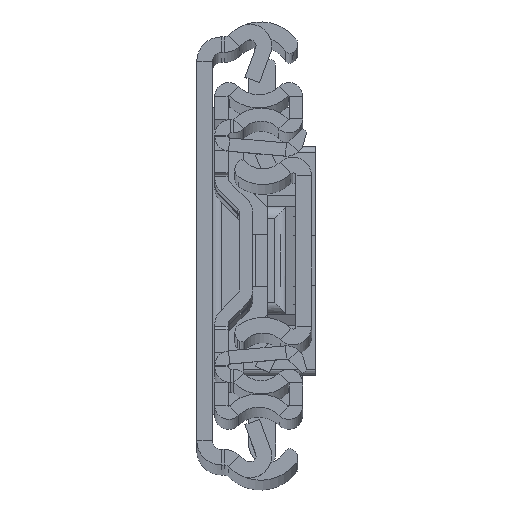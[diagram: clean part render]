
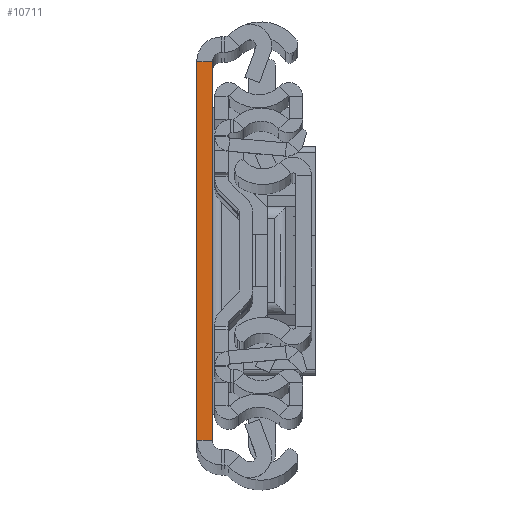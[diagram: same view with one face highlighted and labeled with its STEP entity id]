
A CAD part, top view. The second image highlights one B-rep face of the part: STEP entity #10711.
In plain terms, the highlighted planar face has unit normal (0, 0, 1).
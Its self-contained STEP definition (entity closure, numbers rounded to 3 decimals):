
#784 = VERTEX_POINT ( 'NONE', #13035 ) ;
#1134 = LINE ( 'NONE', #2775, #13768 ) ;
#1224 = CARTESIAN_POINT ( 'NONE',  ( 2.6, 31.5, 0. ) ) ;
#2374 = DIRECTION ( 'NONE',  ( 0., 1., 0. ) ) ;
#2465 = CARTESIAN_POINT ( 'NONE',  ( 2.6, -31.5, 0. ) ) ;
#2775 = CARTESIAN_POINT ( 'NONE',  ( 0., -31.5, 0. ) ) ;
#4496 = VERTEX_POINT ( 'NONE', #8308 ) ;
#6156 = EDGE_CURVE ( 'NONE', #4496, #13980, #15950, .T. ) ;
#6684 = PLANE ( 'NONE',  #7608 ) ;
#7146 = CARTESIAN_POINT ( 'NONE',  ( 2.6, -31.5, 0. ) ) ;
#7341 = CARTESIAN_POINT ( 'NONE',  ( 2.6, 31.5, 0. ) ) ;
#7608 = AXIS2_PLACEMENT_3D ( 'NONE', #2465, #17728, #2374 ) ;
#7639 = EDGE_CURVE ( 'NONE', #784, #4496, #1134, .T. ) ;
#8040 = FACE_OUTER_BOUND ( 'NONE', #12463, .T. ) ;
#8308 = CARTESIAN_POINT ( 'NONE',  ( 0., 31.5, 0. ) ) ;
#8701 = ORIENTED_EDGE ( 'NONE', *, *, #10515, .T. ) ;
#9071 = VECTOR ( 'NONE', #9960, 1000. ) ;
#9747 = ORIENTED_EDGE ( 'NONE', *, *, #13846, .T. ) ;
#9960 = DIRECTION ( 'NONE',  ( 0., 1., 0. ) ) ;
#10453 = CARTESIAN_POINT ( 'NONE',  ( 2.6, -31.5, 0. ) ) ;
#10515 = EDGE_CURVE ( 'NONE', #13357, #13980, #13863, .T. ) ;
#10563 = CARTESIAN_POINT ( 'NONE',  ( 2.6, -31.5, 0. ) ) ;
#10711 = ADVANCED_FACE ( 'NONE', ( #8040 ), #6684, .F. ) ;
#11424 = DIRECTION ( 'NONE',  ( 1., 0., 0. ) ) ;
#12463 = EDGE_LOOP ( 'NONE', ( #14724, #14492, #9747, #8701 ) ) ;
#13035 = CARTESIAN_POINT ( 'NONE',  ( 0., -31.5, 0. ) ) ;
#13357 = VERTEX_POINT ( 'NONE', #10563 ) ;
#13768 = VECTOR ( 'NONE', #13798, 1000. ) ;
#13793 = VECTOR ( 'NONE', #11424, 1000. ) ;
#13798 = DIRECTION ( 'NONE',  ( 0., 1., 0. ) ) ;
#13846 = EDGE_CURVE ( 'NONE', #784, #13357, #17343, .T. ) ;
#13863 = LINE ( 'NONE', #7146, #9071 ) ;
#13980 = VERTEX_POINT ( 'NONE', #1224 ) ;
#14492 = ORIENTED_EDGE ( 'NONE', *, *, #7639, .F. ) ;
#14724 = ORIENTED_EDGE ( 'NONE', *, *, #6156, .F. ) ;
#15797 = DIRECTION ( 'NONE',  ( 1., 0., 0. ) ) ;
#15950 = LINE ( 'NONE', #7341, #13793 ) ;
#16647 = VECTOR ( 'NONE', #15797, 1000. ) ;
#17343 = LINE ( 'NONE', #10453, #16647 ) ;
#17728 = DIRECTION ( 'NONE',  ( 0., 0., -1. ) ) ;
